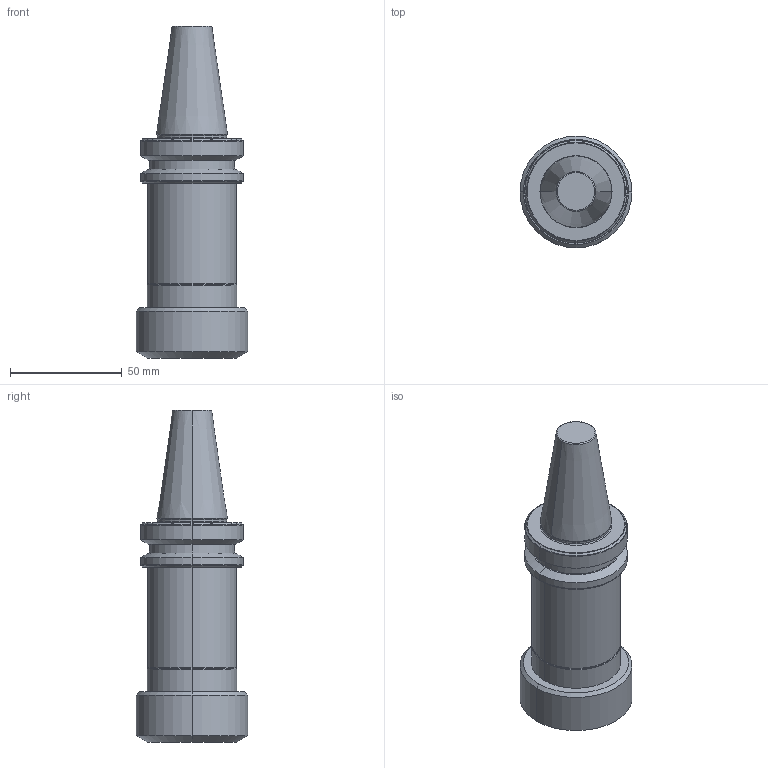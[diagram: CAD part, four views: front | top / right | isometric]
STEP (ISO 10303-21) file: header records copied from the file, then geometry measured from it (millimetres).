
FILE_DESCRIPTION (( 'STEP AP203' ), '1' );
FILE_NAME ('BT 30 ER 32 100 AD-6.3G15000 SL.STEP', '2019-05-20T08:52:37', ( '' ), ( '' ), 'SwSTEP 2.0', 'SolidWorks 2014', '' );
FILE_SCHEMA (( 'CONFIG_CONTROL_DESIGN' ));
Length unit declared in the file: millimetre
Products named in the file (1): BT 30 ER 32 100 AD-6.3G15000 SL
Bounding box: 50 x 50 x 148.4 mm (x, y, z)
Volume: 166589.7 mm3; surface area: 21404.2 mm2
Topology: 1 solids, 1 shells, 53 faces, 104 edges, 58 vertices
Faces by surface type: cone 18, cylinder 14, torus 14, plane 7
Entity records: 1435 total; most frequent: DIRECTION 284, CARTESIAN_POINT 216, ORIENTED_EDGE 208, AXIS2_PLACEMENT_3D 126, EDGE_CURVE 104, CIRCLE 72, VERTEX_POINT 58, EDGE_LOOP 58
